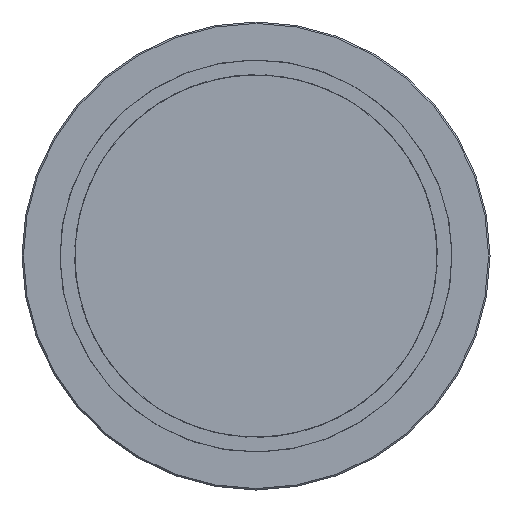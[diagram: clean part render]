
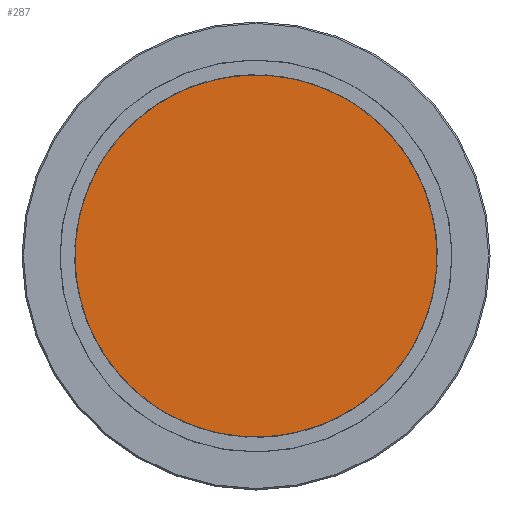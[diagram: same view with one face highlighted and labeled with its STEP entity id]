
A CAD part, front view. The second image highlights one B-rep face of the part: STEP entity #287.
In plain terms, the highlighted face is planar.
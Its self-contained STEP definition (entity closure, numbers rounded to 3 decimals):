
#54=PLANE('',#416);
#71=FACE_OUTER_BOUND('',#92,.T.);
#92=EDGE_LOOP('',(#256));
#138=CIRCLE('',#413,12.4);
#161=VERTEX_POINT('',#596);
#192=EDGE_CURVE('',#161,#161,#138,.T.);
#256=ORIENTED_EDGE('',*,*,#192,.T.);
#287=ADVANCED_FACE('',(#71),#54,.T.);
#413=AXIS2_PLACEMENT_3D('',#597,#503,#504);
#416=AXIS2_PLACEMENT_3D('',#602,#510,#511);
#503=DIRECTION('center_axis',(0.,0.,1.));
#504=DIRECTION('ref_axis',(-1.,0.,0.));
#510=DIRECTION('center_axis',(0.,0.,1.));
#511=DIRECTION('ref_axis',(1.,0.,0.));
#596=CARTESIAN_POINT('',(12.4,0.,3.));
#597=CARTESIAN_POINT('Origin',(0.,0.,3.));
#602=CARTESIAN_POINT('Origin',(0.,0.,3.));
